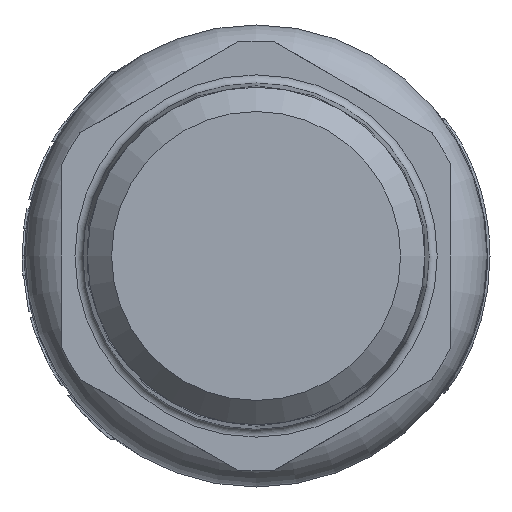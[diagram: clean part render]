
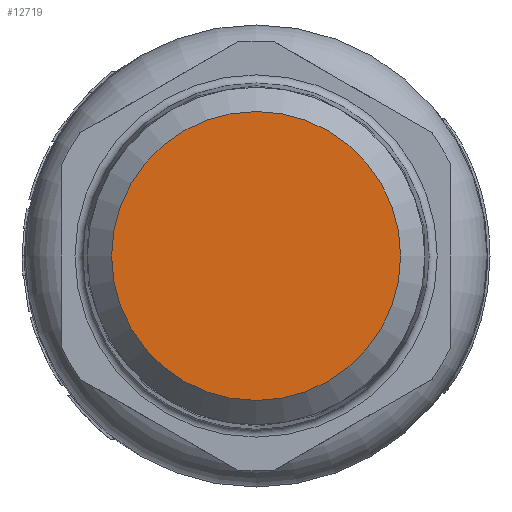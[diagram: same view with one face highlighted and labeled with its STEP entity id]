
A CAD part, left-side view. The second image highlights one B-rep face of the part: STEP entity #12719.
In plain terms, the highlighted planar face has unit normal (-1, 0, 0).
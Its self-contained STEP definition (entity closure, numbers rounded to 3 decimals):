
#1780=PLANE('',#13957);
#2468=FACE_OUTER_BOUND('',#3176,.T.);
#3176=EDGE_LOOP('',(#11217,#11218));
#3830=CIRCLE('',#13958,8.91);
#3831=CIRCLE('',#13959,8.91);
#5686=VERTEX_POINT('',#26739);
#5687=VERTEX_POINT('',#26740);
#7540=EDGE_CURVE('',#5686,#5687,#3830,.T.);
#7541=EDGE_CURVE('',#5687,#5686,#3831,.T.);
#11217=ORIENTED_EDGE('',*,*,#7540,.T.);
#11218=ORIENTED_EDGE('',*,*,#7541,.T.);
#12719=ADVANCED_FACE('',(#2468),#1780,.T.);
#13957=AXIS2_PLACEMENT_3D('',#26738,#16869,#16870);
#13958=AXIS2_PLACEMENT_3D('',#26741,#16871,#16872);
#13959=AXIS2_PLACEMENT_3D('',#26742,#16873,#16874);
#16869=DIRECTION('center_axis',(-1.,0.,0.));
#16870=DIRECTION('ref_axis',(0.,-1.,0.));
#16871=DIRECTION('center_axis',(-1.,0.,0.));
#16872=DIRECTION('ref_axis',(0.,0.,
1.));
#16873=DIRECTION('center_axis',(-1.,0.,0.));
#16874=DIRECTION('ref_axis',(0.,0.,
1.));
#26738=CARTESIAN_POINT('Origin',(-53.767,0.,
10.361));
#26739=CARTESIAN_POINT('',(-53.767,0.,8.91));
#26740=CARTESIAN_POINT('',(-53.767,0.,-8.91));
#26741=CARTESIAN_POINT('Origin',(-53.767,0.,
0.));
#26742=CARTESIAN_POINT('Origin',(-53.767,0.,
0.));
